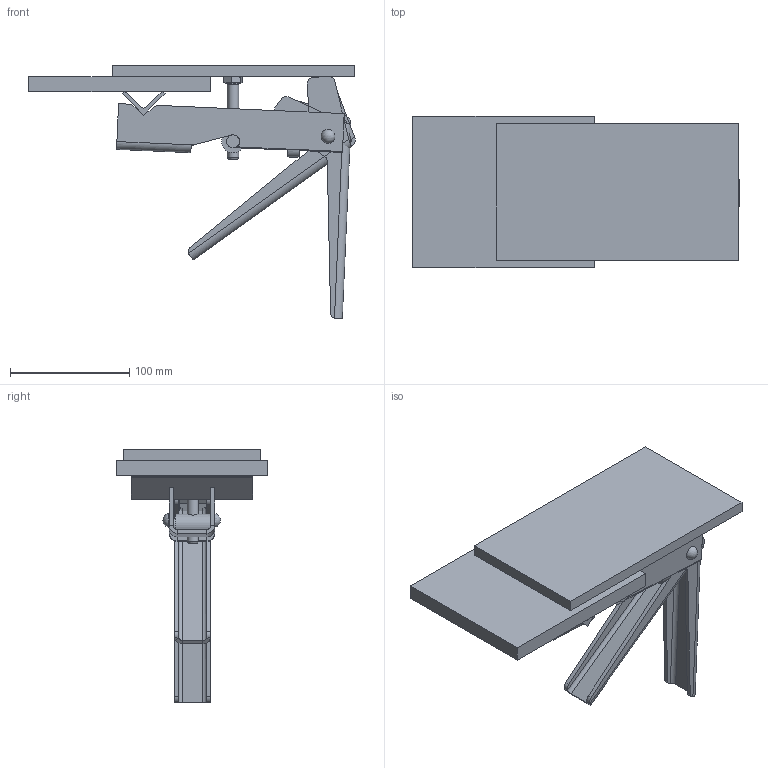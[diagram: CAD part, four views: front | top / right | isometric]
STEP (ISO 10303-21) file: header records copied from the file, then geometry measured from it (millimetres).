
FILE_DESCRIPTION(('Model SC-4 Skirtboard Clamp 1/31/2013.'),'2;1');
FILE_NAME('SC-4.stp','2013-01-31T16:01:13',('GL'),('Conveyor Components Company'),'Autodesk Inventor 2012','Autodesk Inventor 2012','GL');
FILE_SCHEMA(('AUTOMOTIVE_DESIGN { 1 0 10303 214 1 1 1 1 }'));
Length unit declared in the file: inch
Products named in the file (14): SC-4; 20070008; 20076557; 20070005; 20076555; 20070004; 20070004_Welds; 20070006; 20076107; 20070002; 20071217; SPREADER; BELTING; BASE PLATE
Assembly tree (14 placements, depth 5):
  SC-4
    20070008
      20076557
        20070005
      20076555
        20070004
          20070004_Welds
          20070006
      20076107
    20070002
    20071217
    SPREADER
    BELTING
    BASE PLATE
    20070006
Bounding box: 273.79 x 127 x 212.57 mm (x, y, z)
Volume: 627742.1 mm3; surface area: 200010.7 mm2
Topology: 11 solids, 11 shells, 230 faces, 537 edges, 332 vertices
Faces by surface type: plane 154, cylinder 54, bspline 12, cone 7, sphere 2, torus 1
Full cylindrical faces by diameter (mm): 6.35 x1, 6.502 x6, 7.798 x1, 9.525 x1, 10.795 x2, 12.859 x1, 19.05 x1
Entity records: 6332 total; most frequent: CARTESIAN_POINT 1997, DIRECTION 839, ORIENTED_EDGE 776, EDGE_CURVE 388, AXIS2_PLACEMENT_3D 286, VECTOR 267, LINE 267, VERTEX_POINT 249
